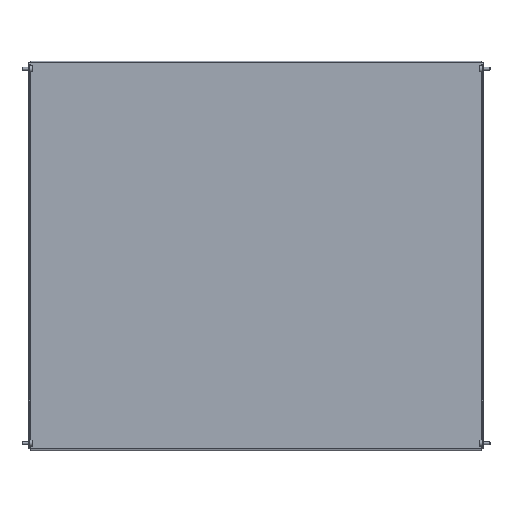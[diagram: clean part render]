
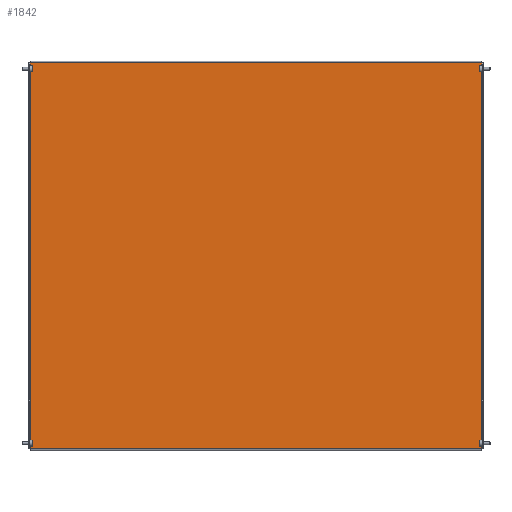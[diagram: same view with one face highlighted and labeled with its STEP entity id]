
A CAD part, top view. The second image highlights one B-rep face of the part: STEP entity #1842.
In plain terms, the highlighted planar face has unit normal (0, 0, 1).
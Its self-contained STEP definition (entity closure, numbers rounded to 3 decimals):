
#10 = ORIENTED_EDGE ( 'NONE', *, *, #1620, .T. ) ;
#18 = EDGE_CURVE ( 'NONE', #653, #2300, #48, .T. ) ;
#35 = LINE ( 'NONE', #2015, #1267 ) ;
#48 = LINE ( 'NONE', #1130, #1270 ) ;
#68 = AXIS2_PLACEMENT_3D ( 'NONE', #2087, #111, #1750 ) ;
#111 = DIRECTION ( 'NONE',  ( 0., 0., 1. ) ) ;
#147 = VERTEX_POINT ( 'NONE', #850 ) ;
#247 = CARTESIAN_POINT ( 'NONE',  ( 346.5, 296.5, 0. ) ) ;
#368 = ORIENTED_EDGE ( 'NONE', *, *, #1051, .T. ) ;
#427 = DIRECTION ( 'NONE',  ( -1., 0., 0. ) ) ;
#458 = CARTESIAN_POINT ( 'NONE',  ( -346.5, 299., 0. ) ) ;
#653 = VERTEX_POINT ( 'NONE', #1158 ) ;
#826 = EDGE_LOOP ( 'NONE', ( #368, #1228, #10, #1582 ) ) ;
#850 = CARTESIAN_POINT ( 'NONE',  ( 346.5, 296.5, 0. ) ) ;
#853 = FACE_OUTER_BOUND ( 'NONE', #826, .T. ) ;
#1051 = EDGE_CURVE ( 'NONE', #1407, #653, #1899, .T. ) ;
#1098 = EDGE_CURVE ( 'NONE', #147, #1407, #2088, .T. ) ;
#1130 = CARTESIAN_POINT ( 'NONE',  ( -346.5, -296.5, 0. ) ) ;
#1158 = CARTESIAN_POINT ( 'NONE',  ( -346.5, -296.5, 0. ) ) ;
#1187 = PLANE ( 'NONE',  #68 ) ;
#1228 = ORIENTED_EDGE ( 'NONE', *, *, #18, .T. ) ;
#1267 = VECTOR ( 'NONE', #2027, 1000. ) ;
#1270 = VECTOR ( 'NONE', #1869, 1000. ) ;
#1407 = VERTEX_POINT ( 'NONE', #1986 ) ;
#1518 = CARTESIAN_POINT ( 'NONE',  ( 346.5, -296.5, 0. ) ) ;
#1582 = ORIENTED_EDGE ( 'NONE', *, *, #1098, .T. ) ;
#1586 = VECTOR ( 'NONE', #427, 1000. ) ;
#1620 = EDGE_CURVE ( 'NONE', #2300, #147, #35, .T. ) ;
#1750 = DIRECTION ( 'NONE',  ( 1., 0., 0. ) ) ;
#1819 = VECTOR ( 'NONE', #2067, 1000. ) ;
#1842 = ADVANCED_FACE ( 'NONE', ( #853 ), #1187, .T. ) ;
#1869 = DIRECTION ( 'NONE',  ( 1., 0., 0. ) ) ;
#1899 = LINE ( 'NONE', #458, #1819 ) ;
#1986 = CARTESIAN_POINT ( 'NONE',  ( -346.5, 296.5, 0. ) ) ;
#2015 = CARTESIAN_POINT ( 'NONE',  ( 346.5, 299., 0. ) ) ;
#2027 = DIRECTION ( 'NONE',  ( 0., 1., 0. ) ) ;
#2067 = DIRECTION ( 'NONE',  ( 0., -1., 0. ) ) ;
#2087 = CARTESIAN_POINT ( 'NONE',  ( 0., 0., 0. ) ) ;
#2088 = LINE ( 'NONE', #247, #1586 ) ;
#2300 = VERTEX_POINT ( 'NONE', #1518 ) ;
